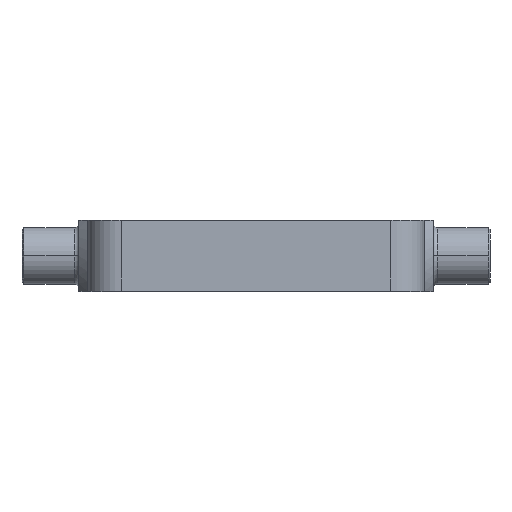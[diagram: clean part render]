
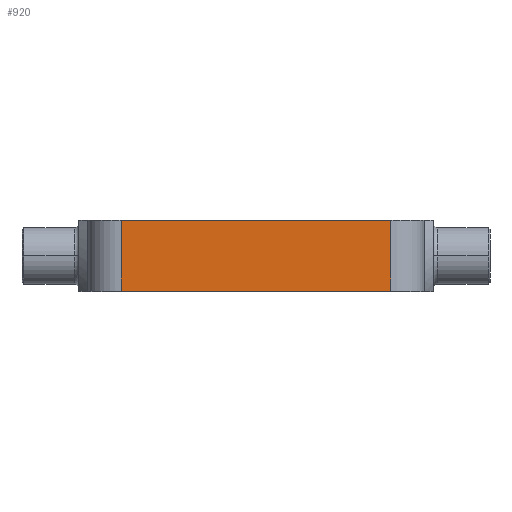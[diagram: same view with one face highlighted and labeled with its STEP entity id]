
A CAD part, top view. The second image highlights one B-rep face of the part: STEP entity #920.
In plain terms, the highlighted planar face has unit normal (0, 0, 1).
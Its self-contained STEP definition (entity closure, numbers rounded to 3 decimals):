
#34 = VERTEX_POINT ( 'NONE', #523 ) ;
#74 = VERTEX_POINT ( 'NONE', #467 ) ;
#160 = DIRECTION ( 'NONE',  ( 0., -1., 0. ) ) ;
#207 = CARTESIAN_POINT ( 'NONE',  ( -76., 0., 95. ) ) ;
#227 = VECTOR ( 'NONE', #160, 1000. ) ;
#267 = CARTESIAN_POINT ( 'NONE',  ( -76., 40., 95. ) ) ;
#309 = VERTEX_POINT ( 'NONE', #965 ) ;
#316 = CARTESIAN_POINT ( 'NONE',  ( 76., 40., 95. ) ) ;
#371 = FACE_OUTER_BOUND ( 'NONE', #928, .T. ) ;
#467 = CARTESIAN_POINT ( 'NONE',  ( 76., 40., 95. ) ) ;
#468 = LINE ( 'NONE', #316, #1289 ) ;
#502 = ORIENTED_EDGE ( 'NONE', *, *, #1229, .T. ) ;
#523 = CARTESIAN_POINT ( 'NONE',  ( -76., 0., 95. ) ) ;
#537 = ORIENTED_EDGE ( 'NONE', *, *, #1097, .F. ) ;
#550 = ORIENTED_EDGE ( 'NONE', *, *, #1003, .F. ) ;
#591 = ORIENTED_EDGE ( 'NONE', *, *, #1403, .T. ) ;
#603 = DIRECTION ( 'NONE',  ( 0., -1., 0. ) ) ;
#651 = CARTESIAN_POINT ( 'NONE',  ( -76., 40., 95. ) ) ;
#656 = DIRECTION ( 'NONE',  ( 1., 0., 0. ) ) ;
#680 = AXIS2_PLACEMENT_3D ( 'NONE', #1171, #1311, #1312 ) ;
#850 = LINE ( 'NONE', #267, #227 ) ;
#867 = LINE ( 'NONE', #651, #1124 ) ;
#883 = CARTESIAN_POINT ( 'NONE',  ( 76., 0., 95. ) ) ;
#920 = ADVANCED_FACE ( 'NONE', ( #371 ), #1295, .F. ) ;
#928 = EDGE_LOOP ( 'NONE', ( #591, #537, #550, #502 ) ) ;
#965 = CARTESIAN_POINT ( 'NONE',  ( -76., 40., 95. ) ) ;
#1003 = EDGE_CURVE ( 'NONE', #309, #74, #867, .T. ) ;
#1097 = EDGE_CURVE ( 'NONE', #74, #1306, #468, .T. ) ;
#1123 = VECTOR ( 'NONE', #1239, 1000. ) ;
#1124 = VECTOR ( 'NONE', #656, 1000. ) ;
#1171 = CARTESIAN_POINT ( 'NONE',  ( -76., 40., 95. ) ) ;
#1229 = EDGE_CURVE ( 'NONE', #309, #34, #850, .T. ) ;
#1239 = DIRECTION ( 'NONE',  ( 1., 0., 0. ) ) ;
#1289 = VECTOR ( 'NONE', #603, 1000. ) ;
#1295 = PLANE ( 'NONE',  #680 ) ;
#1306 = VERTEX_POINT ( 'NONE', #883 ) ;
#1311 = DIRECTION ( 'NONE',  ( 0., 0., -1. ) ) ;
#1312 = DIRECTION ( 'NONE',  ( -1., 0., 0. ) ) ;
#1403 = EDGE_CURVE ( 'NONE', #34, #1306, #1431, .T. ) ;
#1431 = LINE ( 'NONE', #207, #1123 ) ;
